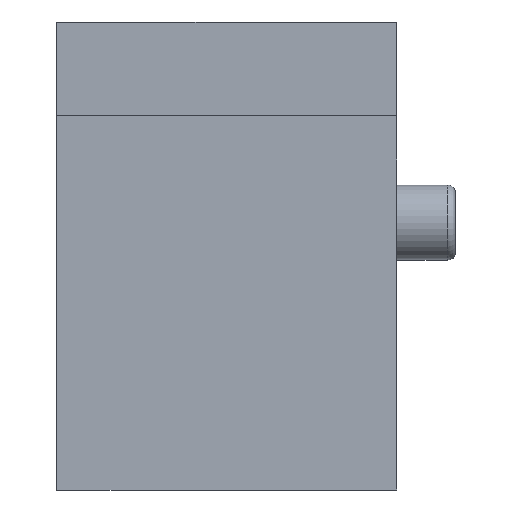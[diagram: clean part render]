
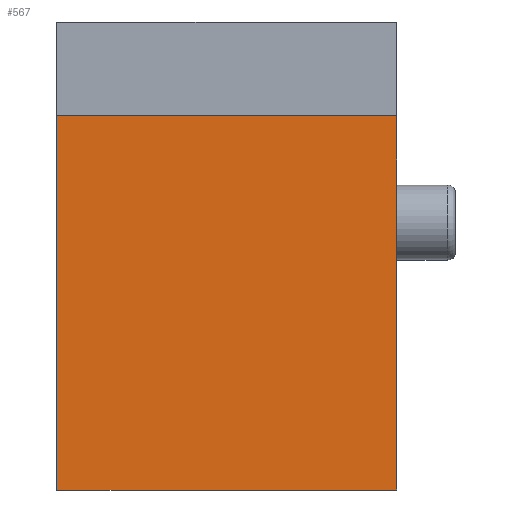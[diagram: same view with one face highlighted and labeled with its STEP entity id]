
A CAD part, left-side view. The second image highlights one B-rep face of the part: STEP entity #567.
In plain terms, the highlighted planar face has unit normal (-1, 0, 0).
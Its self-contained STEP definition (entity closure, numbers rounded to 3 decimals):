
#290 = VERTEX_POINT ( 'NONE', #3073 ) ;
#414 = VERTEX_POINT ( 'NONE', #3335 ) ;
#416 = EDGE_CURVE ( 'NONE', #290, #414, #3334, .T. ) ;
#493 = EDGE_CURVE ( 'NONE', #494, #290, #3488, .T. ) ;
#494 = VERTEX_POINT ( 'NONE', #3484 ) ;
#550 = ORIENTED_EDGE ( 'NONE', *, *, #551, .T. ) ;
#551 = EDGE_CURVE ( 'NONE', #576, #494, #3773, .T. ) ;
#567 = ADVANCED_FACE ( 'NONE', ( #3904 ), #3870, .F. ) ;
#568 = EDGE_LOOP ( 'NONE', ( #569, #570, #571, #574, #550 ) ) ;
#569 = ORIENTED_EDGE ( 'NONE', *, *, #493, .T. ) ;
#570 = ORIENTED_EDGE ( 'NONE', *, *, #416, .T. ) ;
#571 = ORIENTED_EDGE ( 'NONE', *, *, #572, .T. ) ;
#572 = EDGE_CURVE ( 'NONE', #414, #573, #3863, .T. ) ;
#573 = VERTEX_POINT ( 'NONE', #3855 ) ;
#574 = ORIENTED_EDGE ( 'NONE', *, *, #575, .F. ) ;
#575 = EDGE_CURVE ( 'NONE', #576, #573, #3971, .T. ) ;
#576 = VERTEX_POINT ( 'NONE', #3965 ) ;
#3073 = CARTESIAN_POINT ( 'NONE',  ( -7.5, 0., 1.25 ) ) ;
#3331 = DIRECTION ( 'NONE',  ( 0., 0., 1. ) ) ;
#3332 = VECTOR ( 'NONE', #3331, 1000. ) ;
#3333 = CARTESIAN_POINT ( 'NONE',  ( -7.5, 0., -8.75 ) ) ;
#3334 = LINE ( 'NONE', #3333, #3332 ) ;
#3335 = CARTESIAN_POINT ( 'NONE',  ( -7.5, 0., 5.25 ) ) ;
#3484 = CARTESIAN_POINT ( 'NONE',  ( -7.5, 0., -8.75 ) ) ;
#3485 = DIRECTION ( 'NONE',  ( 0., 0., 1. ) ) ;
#3486 = VECTOR ( 'NONE', #3485, 1000. ) ;
#3487 = CARTESIAN_POINT ( 'NONE',  ( -7.5, 0., -8.75 ) ) ;
#3488 = LINE ( 'NONE', #3487, #3486 ) ;
#3766 = DIRECTION ( 'NONE',  ( 0., -1., 0. ) ) ;
#3768 = VECTOR ( 'NONE', #3766, 1000. ) ;
#3771 = CARTESIAN_POINT ( 'NONE',  ( -7.5, 12.7, -8.75 ) ) ;
#3773 = LINE ( 'NONE', #3771, #3768 ) ;
#3855 = CARTESIAN_POINT ( 'NONE',  ( -7.5, 12.7, 5.25 ) ) ;
#3858 = DIRECTION ( 'NONE',  ( 0., 1., 0. ) ) ;
#3860 = VECTOR ( 'NONE', #3858, 1000. ) ;
#3862 = CARTESIAN_POINT ( 'NONE',  ( -7.5, 12.7, 5.25 ) ) ;
#3863 = LINE ( 'NONE', #3862, #3860 ) ;
#3864 = DIRECTION ( 'NONE',  ( 0., 0., -1. ) ) ;
#3865 = DIRECTION ( 'NONE',  ( 1., 0., 0. ) ) ;
#3867 = CARTESIAN_POINT ( 'NONE',  ( -7.5, 12.7, -8.75 ) ) ;
#3868 = AXIS2_PLACEMENT_3D ( 'NONE', #3867, #3865, #3864 ) ;
#3870 = PLANE ( 'NONE',  #3868 ) ;
#3904 = FACE_OUTER_BOUND ( 'NONE', #568, .T. ) ;
#3965 = CARTESIAN_POINT ( 'NONE',  ( -7.5, 12.7, -8.75 ) ) ;
#3966 = DIRECTION ( 'NONE',  ( 0., 0., 1. ) ) ;
#3967 = VECTOR ( 'NONE', #3966, 1000. ) ;
#3969 = CARTESIAN_POINT ( 'NONE',  ( -7.5, 12.7, -8.75 ) ) ;
#3971 = LINE ( 'NONE', #3969, #3967 ) ;
